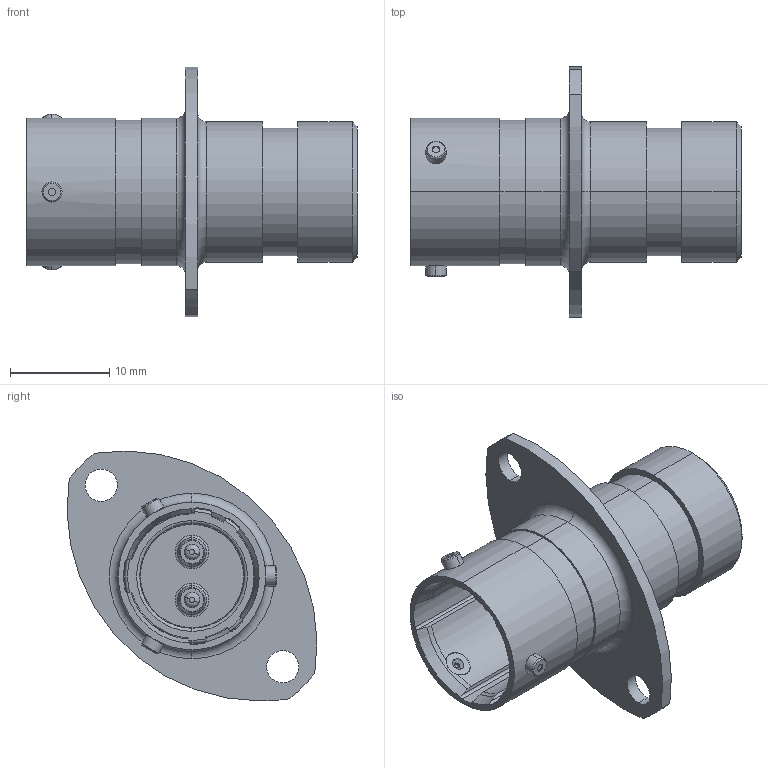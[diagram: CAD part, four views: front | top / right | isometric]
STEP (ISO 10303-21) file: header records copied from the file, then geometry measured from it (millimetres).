
FILE_DESCRIPTION (( 'STEP AP214' ), '1' );
FILE_NAME ('AS010-02PN.STEP', '2015-02-20T12:23:51', ( 'TE Connectivity' ), ( 'TE Connectivity' ), 'SwSTEP 2.0', 'SolidWorks 2014', '' );
FILE_SCHEMA (( 'AUTOMOTIVE_DESIGN' ));
Length unit declared in the file: millimetre
Products named in the file (1): AS010-02PN
Bounding box: 33.31 x 25.2 x 25.21 mm (x, y, z)
Volume: 3325 mm3; surface area: 6713.2 mm2
Topology: 12 solids, 12 shells, 530 faces, 1214 edges, 729 vertices
Faces by surface type: cylinder 194, plane 114, cone 106, torus 104, sphere 12
Entity records: 21428 total; most frequent: CARTESIAN_POINT 3170, DIRECTION 2841, ORIENTED_EDGE 2408, AXIS2_PLACEMENT_3D 1234, EDGE_CURVE 1204, VERTEX_POINT 729, CIRCLE 703, EDGE_LOOP 597
